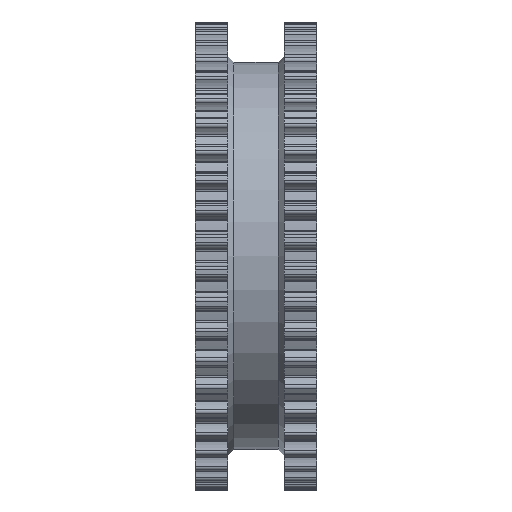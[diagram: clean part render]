
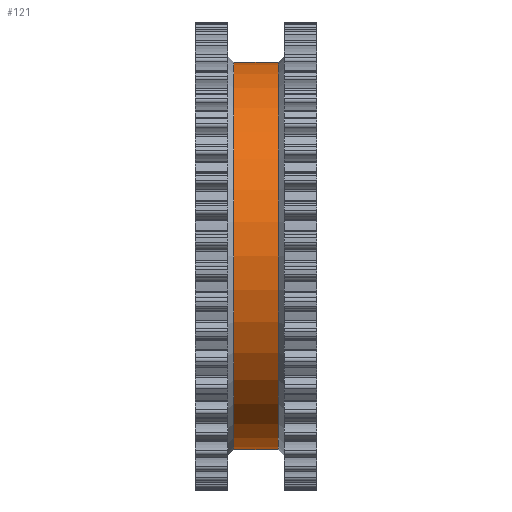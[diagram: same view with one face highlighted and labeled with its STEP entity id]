
A CAD part, front view. The second image highlights one B-rep face of the part: STEP entity #121.
In plain terms, the highlighted cylindrical face has radius 47.882 mm (diameter 95.763 mm), a partial arc.
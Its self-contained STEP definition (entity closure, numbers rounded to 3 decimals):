
#121 = ADVANCED_FACE ( 'NONE', ( #5836 ), #21031, .T. ) ;
#2006 = EDGE_CURVE ( 'NONE', #24388, #14006, #19946, .T. ) ;
#2988 = DIRECTION ( 'NONE',  ( -1., 0., 0. ) ) ;
#3089 = LINE ( 'NONE', #25092, #16811 ) ;
#3126 = VECTOR ( 'NONE', #2988, 1000. ) ;
#4076 = EDGE_LOOP ( 'NONE', ( #8407, #23805, #25320, #11843 ) ) ;
#5836 = FACE_OUTER_BOUND ( 'NONE', #4076, .T. ) ;
#7410 = CARTESIAN_POINT ( 'NONE',  ( 23., 0., 0. ) ) ;
#7572 = CARTESIAN_POINT ( 'NONE',  ( 0., 0., 0. ) ) ;
#7865 = DIRECTION ( 'NONE',  ( -1., 0., 0. ) ) ;
#7895 = LINE ( 'NONE', #20917, #3126 ) ;
#8407 = ORIENTED_EDGE ( 'NONE', *, *, #25642, .F. ) ;
#9447 = DIRECTION ( 'NONE',  ( -1., 0., 0. ) ) ;
#9606 = CIRCLE ( 'NONE', #27658, 47.881 ) ;
#11142 = CARTESIAN_POINT ( 'NONE',  ( 23., 0., -47.881 ) ) ;
#11456 = DIRECTION ( 'NONE',  ( -1., 0., 0. ) ) ;
#11843 = ORIENTED_EDGE ( 'NONE', *, *, #2006, .T. ) ;
#13659 = CARTESIAN_POINT ( 'NONE',  ( 12., 0., 47.881 ) ) ;
#14006 = VERTEX_POINT ( 'NONE', #26892 ) ;
#14079 = DIRECTION ( 'NONE',  ( 0., 0., 1. ) ) ;
#16221 = EDGE_CURVE ( 'NONE', #24141, #24388, #7895, .T. ) ;
#16262 = AXIS2_PLACEMENT_3D ( 'NONE', #18953, #21539, #27642 ) ;
#16811 = VECTOR ( 'NONE', #9447, 1000. ) ;
#18953 = CARTESIAN_POINT ( 'NONE',  ( 12., 0., 0. ) ) ;
#19189 = CARTESIAN_POINT ( 'NONE',  ( 23., 0., 47.881 ) ) ;
#19745 = EDGE_CURVE ( 'NONE', #19988, #24141, #9606, .T. ) ;
#19946 = CIRCLE ( 'NONE', #16262, 47.881 ) ;
#19988 = VERTEX_POINT ( 'NONE', #11142 ) ;
#20917 = CARTESIAN_POINT ( 'NONE',  ( 0., 0., 47.881 ) ) ;
#21031 = CYLINDRICAL_SURFACE ( 'NONE', #25734, 47.881 ) ;
#21539 = DIRECTION ( 'NONE',  ( 1., 0., 0. ) ) ;
#23805 = ORIENTED_EDGE ( 'NONE', *, *, #19745, .T. ) ;
#24141 = VERTEX_POINT ( 'NONE', #19189 ) ;
#24388 = VERTEX_POINT ( 'NONE', #13659 ) ;
#25092 = CARTESIAN_POINT ( 'NONE',  ( 0., 0., -47.881 ) ) ;
#25320 = ORIENTED_EDGE ( 'NONE', *, *, #16221, .T. ) ;
#25642 = EDGE_CURVE ( 'NONE', #19988, #14006, #3089, .T. ) ;
#25734 = AXIS2_PLACEMENT_3D ( 'NONE', #7572, #7865, #27708 ) ;
#26892 = CARTESIAN_POINT ( 'NONE',  ( 12., 0., -47.881 ) ) ;
#27642 = DIRECTION ( 'NONE',  ( 0., 0., -1. ) ) ;
#27658 = AXIS2_PLACEMENT_3D ( 'NONE', #7410, #11456, #14079 ) ;
#27708 = DIRECTION ( 'NONE',  ( 0., 0., 1. ) ) ;
